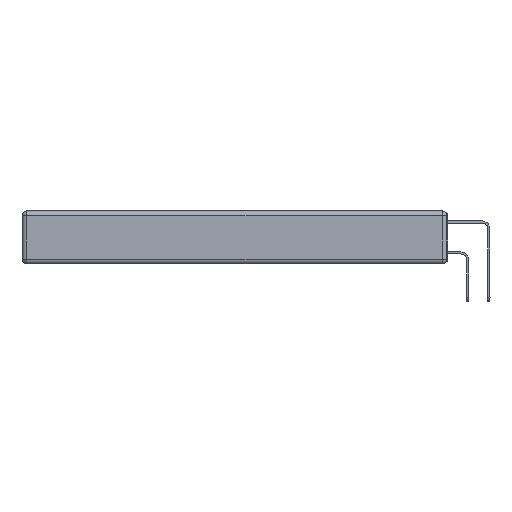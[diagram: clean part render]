
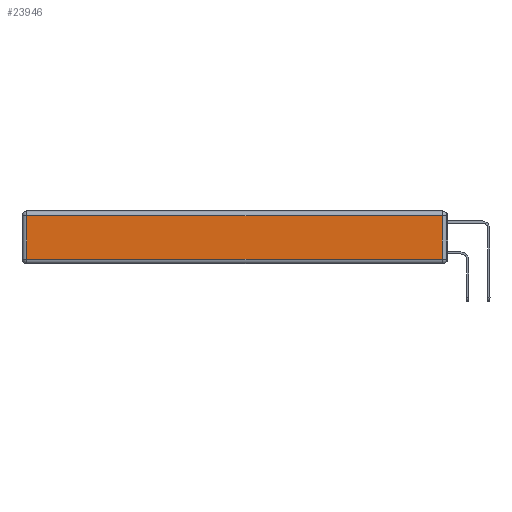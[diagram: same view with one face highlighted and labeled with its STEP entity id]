
A CAD part, left-side view. The second image highlights one B-rep face of the part: STEP entity #23946.
In plain terms, the highlighted planar face has unit normal (-1, 0, 0).
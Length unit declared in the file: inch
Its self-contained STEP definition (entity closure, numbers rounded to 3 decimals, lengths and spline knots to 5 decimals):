
#453 = LINE ( 'NONE', #24636, #6825 ) ;
#582 = DIRECTION ( 'NONE',  ( 0., -1., 0. ) ) ;
#1332 = CARTESIAN_POINT ( 'NONE',  ( 0., 0., -0.343 ) ) ;
#1348 = VERTEX_POINT ( 'NONE', #7173 ) ;
#1822 = CARTESIAN_POINT ( 'NONE',  ( 0., 0.03, -0.313 ) ) ;
#1949 = VERTEX_POINT ( 'NONE', #1822 ) ;
#2449 = DIRECTION ( 'NONE',  ( 0., 0., 1. ) ) ;
#4724 = AXIS2_PLACEMENT_3D ( 'NONE', #1332, #11469, #25655 ) ;
#5081 = CARTESIAN_POINT ( 'NONE',  ( 0., 2.72, -0.343 ) ) ;
#5323 = PLANE ( 'NONE',  #4724 ) ;
#5713 = EDGE_CURVE ( 'NONE', #25267, #1348, #25547, .T. ) ;
#6315 = CARTESIAN_POINT ( 'NONE',  ( 0., 2.75, -0.03 ) ) ;
#6825 = VECTOR ( 'NONE', #582, 39.37008 ) ;
#7086 = VERTEX_POINT ( 'NONE', #10136 ) ;
#7173 = CARTESIAN_POINT ( 'NONE',  ( 0., 2.72, -0.313 ) ) ;
#7265 = ORIENTED_EDGE ( 'NONE', *, *, #7623, .T. ) ;
#7418 = ORIENTED_EDGE ( 'NONE', *, *, #23379, .T. ) ;
#7475 = EDGE_CURVE ( 'NONE', #7086, #25267, #12327, .T. ) ;
#7623 = EDGE_CURVE ( 'NONE', #1949, #7086, #21055, .T. ) ;
#8575 = ORIENTED_EDGE ( 'NONE', *, *, #5713, .T. ) ;
#8856 = VECTOR ( 'NONE', #11228, 39.37008 ) ;
#10136 = CARTESIAN_POINT ( 'NONE',  ( 0., 0.03, -0.03 ) ) ;
#11228 = DIRECTION ( 'NONE',  ( 0., 0., -1. ) ) ;
#11469 = DIRECTION ( 'NONE',  ( -1., 0., 0. ) ) ;
#11861 = CARTESIAN_POINT ( 'NONE',  ( 0., 2.72, -0.03 ) ) ;
#12327 = LINE ( 'NONE', #6315, #25397 ) ;
#17079 = CARTESIAN_POINT ( 'NONE',  ( 0., 0.03, -0.343 ) ) ;
#17925 = EDGE_LOOP ( 'NONE', ( #7418, #7265, #19261, #8575 ) ) ;
#18647 = VECTOR ( 'NONE', #2449, 39.37008 ) ;
#19261 = ORIENTED_EDGE ( 'NONE', *, *, #7475, .T. ) ;
#21055 = LINE ( 'NONE', #17079, #18647 ) ;
#23379 = EDGE_CURVE ( 'NONE', #1348, #1949, #453, .T. ) ;
#23521 = FACE_OUTER_BOUND ( 'NONE', #17925, .T. ) ;
#23946 = ADVANCED_FACE ( 'NONE', ( #23521 ), #5323, .T. ) ;
#24129 = DIRECTION ( 'NONE',  ( 0., 1., 0. ) ) ;
#24636 = CARTESIAN_POINT ( 'NONE',  ( 0., 0., -0.313 ) ) ;
#25267 = VERTEX_POINT ( 'NONE', #11861 ) ;
#25397 = VECTOR ( 'NONE', #24129, 39.37008 ) ;
#25547 = LINE ( 'NONE', #5081, #8856 ) ;
#25655 = DIRECTION ( 'NONE',  ( 0., 0., 1. ) ) ;
